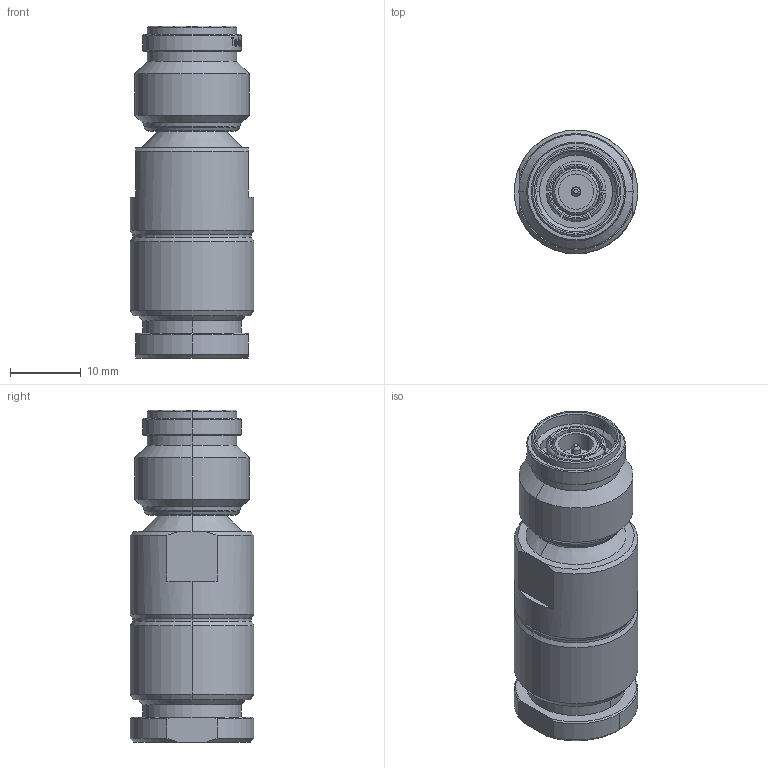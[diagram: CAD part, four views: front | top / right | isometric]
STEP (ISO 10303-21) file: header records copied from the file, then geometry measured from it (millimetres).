
FILE_DESCRIPTION (( 'STEP AP214' ), '1' );
FILE_NAME ('J01010A2940.STEP', '2018-11-15T13:48:12', ( '' ), ( '' ), 'SwSTEP 2.0', 'SolidWorks 2017', '' );
FILE_SCHEMA (( 'AUTOMOTIVE_DESIGN' ));
Length unit declared in the file: millimetre
Products named in the file (1): J01010A2940
Bounding box: 17.5 x 17.5 x 47.05 mm (x, y, z)
Volume: 9128.6 mm3; surface area: 3575.5 mm2
Topology: 1 solids, 1 shells, 309 faces, 771 edges, 498 vertices
Faces by surface type: plane 96, bspline 83, cylinder 65, cone 55, torus 10
Entity records: 18113 total; most frequent: CARTESIAN_POINT 8061, ORIENTED_EDGE 1542, DIRECTION 1110, EDGE_CURVE 771, VERTEX_POINT 498, AXIS2_PLACEMENT_3D 433, EDGE_LOOP 343, FACE_OUTER_BOUND 309
